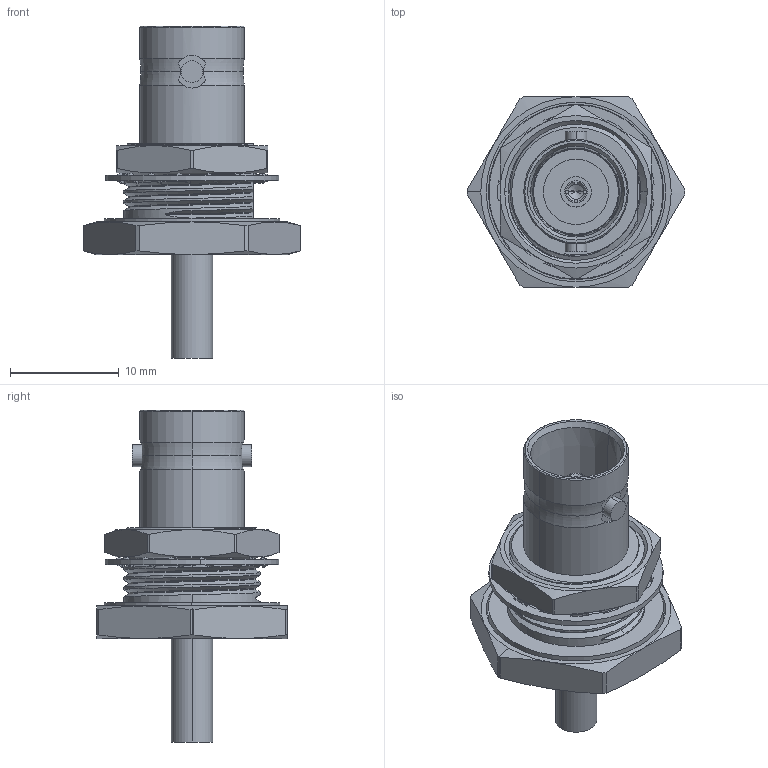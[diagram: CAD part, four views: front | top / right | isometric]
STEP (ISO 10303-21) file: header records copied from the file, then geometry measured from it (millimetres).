
FILE_DESCRIPTION (( 'STEP AP214' ), '1' );
FILE_NAME ('10-255-B126-AB.STEP', '2024-01-16T08:29:58', ( '' ), ( '' ), 'SwSTEP 2.0', 'SolidWorks 2023', '' );
FILE_SCHEMA (( 'AUTOMOTIVE_DESIGN' ));
Products named in the file (1): 10-255-B126-AB
Bounding box: 20 x 17.5 x 30.5 mm (x, y, z)
Volume: 2120.5 mm3; surface area: 3689.1 mm2
Topology: 9 solids, 9 shells, 2375 faces, 5060 edges, 2716 vertices
Faces by surface type: bspline 1631, cylinder 506, plane 128, cone 102, torus 8
Entity records: 139158 total; most frequent: CARTESIAN_POINT 106446, ORIENTED_EDGE 10108, EDGE_CURVE 5054, DIRECTION 2730, VERTEX_POINT 2716, EDGE_LOOP 2410, FACE_OUTER_BOUND 2375, ADVANCED_FACE 2375
